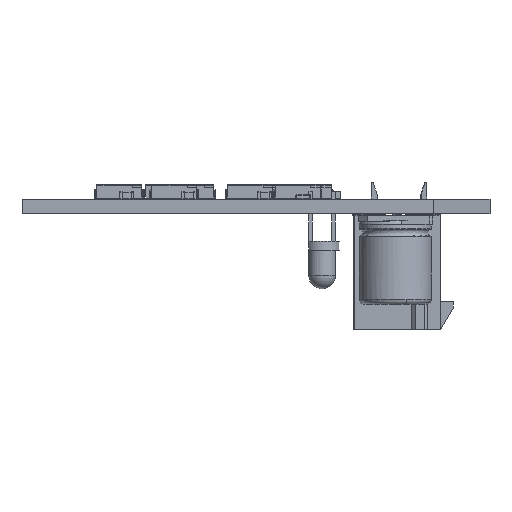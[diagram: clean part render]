
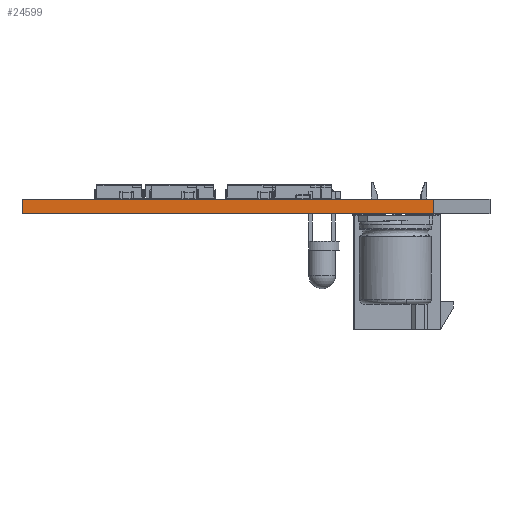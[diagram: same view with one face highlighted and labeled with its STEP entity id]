
A CAD part, front view. The second image highlights one B-rep face of the part: STEP entity #24599.
In plain terms, the highlighted planar face has unit normal (0, -1, 0).
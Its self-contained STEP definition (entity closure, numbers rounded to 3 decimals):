
#23242 = PLANE('',#23243);
#23243 = AXIS2_PLACEMENT_3D('',#23244,#23245,#23246);
#23244 = CARTESIAN_POINT('',(-26.035,-23.419,0.));
#23245 = DIRECTION('',(-1.,0.,0.));
#23246 = DIRECTION('',(0.,1.,0.));
#23270 = PLANE('',#23271);
#23271 = AXIS2_PLACEMENT_3D('',#23272,#23273,#23274);
#23272 = CARTESIAN_POINT('',(-0.11,-2.753,1.6));
#23273 = DIRECTION('',(0.,0.,-1.));
#23274 = DIRECTION('',(-1.,0.,0.));
#23324 = PLANE('',#23325);
#23325 = AXIS2_PLACEMENT_3D('',#23326,#23327,#23328);
#23326 = CARTESIAN_POINT('',(-0.11,-2.753,0.));
#23327 = DIRECTION('',(0.,0.,-1.));
#23328 = DIRECTION('',(-1.,0.,0.));
#23339 = EDGE_CURVE('',#23340,#23342,#23344,.T.);
#23340 = VERTEX_POINT('',#23341);
#23341 = CARTESIAN_POINT('',(-26.035,-23.419,0.));
#23342 = VERTEX_POINT('',#23343);
#23343 = CARTESIAN_POINT('',(-26.035,-23.419,1.6));
#23344 = SURFACE_CURVE('',#23345,(#23349,#23356),.PCURVE_S1.);
#23345 = LINE('',#23346,#23347);
#23346 = CARTESIAN_POINT('',(-26.035,-23.419,0.));
#23347 = VECTOR('',#23348,1.);
#23348 = DIRECTION('',(0.,0.,1.));
#23349 = PCURVE('',#23242,#23350);
#23350 = DEFINITIONAL_REPRESENTATION('',(#23351),#23355);
#23351 = LINE('',#23352,#23353);
#23352 = CARTESIAN_POINT('',(0.,0.));
#23353 = VECTOR('',#23354,1.);
#23354 = DIRECTION('',(0.,-1.));
#23355 = ( GEOMETRIC_REPRESENTATION_CONTEXT(2) 
PARAMETRIC_REPRESENTATION_CONTEXT() REPRESENTATION_CONTEXT('2D SPACE',''
  ) );
#23356 = PCURVE('',#23357,#23362);
#23357 = PLANE('',#23358);
#23358 = AXIS2_PLACEMENT_3D('',#23359,#23360,#23361);
#23359 = CARTESIAN_POINT('',(19.736,-23.419,0.));
#23360 = DIRECTION('',(0.,-1.,0.));
#23361 = DIRECTION('',(-1.,0.,0.));
#23362 = DEFINITIONAL_REPRESENTATION('',(#23363),#23367);
#23363 = LINE('',#23364,#23365);
#23364 = CARTESIAN_POINT('',(45.771,0.));
#23365 = VECTOR('',#23366,1.);
#23366 = DIRECTION('',(0.,-1.));
#23367 = ( GEOMETRIC_REPRESENTATION_CONTEXT(2) 
PARAMETRIC_REPRESENTATION_CONTEXT() REPRESENTATION_CONTEXT('2D SPACE',''
  ) );
#23545 = VERTEX_POINT('',#23546);
#23546 = CARTESIAN_POINT('',(19.736,-23.419,0.));
#23560 = PLANE('',#23561);
#23561 = AXIS2_PLACEMENT_3D('',#23562,#23563,#23564);
#23562 = CARTESIAN_POINT('',(26.035,-14.732,0.));
#23563 = DIRECTION('',(0.81,-0.587,0.));
#23564 = DIRECTION('',(-0.587,-0.81,0.));
#23572 = EDGE_CURVE('',#23545,#23340,#23573,.T.);
#23573 = SURFACE_CURVE('',#23574,(#23578,#23585),.PCURVE_S1.);
#23574 = LINE('',#23575,#23576);
#23575 = CARTESIAN_POINT('',(19.736,-23.419,0.));
#23576 = VECTOR('',#23577,1.);
#23577 = DIRECTION('',(-1.,0.,0.));
#23578 = PCURVE('',#23324,#23579);
#23579 = DEFINITIONAL_REPRESENTATION('',(#23580),#23584);
#23580 = LINE('',#23581,#23582);
#23581 = CARTESIAN_POINT('',(-19.846,-20.666));
#23582 = VECTOR('',#23583,1.);
#23583 = DIRECTION('',(1.,0.));
#23584 = ( GEOMETRIC_REPRESENTATION_CONTEXT(2) 
PARAMETRIC_REPRESENTATION_CONTEXT() REPRESENTATION_CONTEXT('2D SPACE',''
  ) );
#23585 = PCURVE('',#23357,#23586);
#23586 = DEFINITIONAL_REPRESENTATION('',(#23587),#23591);
#23587 = LINE('',#23588,#23589);
#23588 = CARTESIAN_POINT('',(0.,0.));
#23589 = VECTOR('',#23590,1.);
#23590 = DIRECTION('',(1.,0.));
#23591 = ( GEOMETRIC_REPRESENTATION_CONTEXT(2) 
PARAMETRIC_REPRESENTATION_CONTEXT() REPRESENTATION_CONTEXT('2D SPACE',''
  ) );
#24136 = VERTEX_POINT('',#24137);
#24137 = CARTESIAN_POINT('',(19.736,-23.419,1.6));
#24158 = EDGE_CURVE('',#24136,#23342,#24159,.T.);
#24159 = SURFACE_CURVE('',#24160,(#24164,#24171),.PCURVE_S1.);
#24160 = LINE('',#24161,#24162);
#24161 = CARTESIAN_POINT('',(19.736,-23.419,1.6));
#24162 = VECTOR('',#24163,1.);
#24163 = DIRECTION('',(-1.,0.,0.));
#24164 = PCURVE('',#23270,#24165);
#24165 = DEFINITIONAL_REPRESENTATION('',(#24166),#24170);
#24166 = LINE('',#24167,#24168);
#24167 = CARTESIAN_POINT('',(-19.846,-20.666));
#24168 = VECTOR('',#24169,1.);
#24169 = DIRECTION('',(1.,0.));
#24170 = ( GEOMETRIC_REPRESENTATION_CONTEXT(2) 
PARAMETRIC_REPRESENTATION_CONTEXT() REPRESENTATION_CONTEXT('2D SPACE',''
  ) );
#24171 = PCURVE('',#23357,#24172);
#24172 = DEFINITIONAL_REPRESENTATION('',(#24173),#24177);
#24173 = LINE('',#24174,#24175);
#24174 = CARTESIAN_POINT('',(0.,-1.6));
#24175 = VECTOR('',#24176,1.);
#24176 = DIRECTION('',(1.,0.));
#24177 = ( GEOMETRIC_REPRESENTATION_CONTEXT(2) 
PARAMETRIC_REPRESENTATION_CONTEXT() REPRESENTATION_CONTEXT('2D SPACE',''
  ) );
#24599 = ADVANCED_FACE('',(#24600),#23357,.T.);
#24600 = FACE_BOUND('',#24601,.T.);
#24601 = EDGE_LOOP('',(#24602,#24623,#24624,#24625));
#24602 = ORIENTED_EDGE('',*,*,#24603,.T.);
#24603 = EDGE_CURVE('',#23545,#24136,#24604,.T.);
#24604 = SURFACE_CURVE('',#24605,(#24609,#24616),.PCURVE_S1.);
#24605 = LINE('',#24606,#24607);
#24606 = CARTESIAN_POINT('',(19.736,-23.419,0.));
#24607 = VECTOR('',#24608,1.);
#24608 = DIRECTION('',(0.,0.,1.));
#24609 = PCURVE('',#23357,#24610);
#24610 = DEFINITIONAL_REPRESENTATION('',(#24611),#24615);
#24611 = LINE('',#24612,#24613);
#24612 = CARTESIAN_POINT('',(0.,0.));
#24613 = VECTOR('',#24614,1.);
#24614 = DIRECTION('',(0.,-1.));
#24615 = ( GEOMETRIC_REPRESENTATION_CONTEXT(2) 
PARAMETRIC_REPRESENTATION_CONTEXT() REPRESENTATION_CONTEXT('2D SPACE',''
  ) );
#24616 = PCURVE('',#23560,#24617);
#24617 = DEFINITIONAL_REPRESENTATION('',(#24618),#24622);
#24618 = LINE('',#24619,#24620);
#24619 = CARTESIAN_POINT('',(10.73,0.));
#24620 = VECTOR('',#24621,1.);
#24621 = DIRECTION('',(0.,-1.));
#24622 = ( GEOMETRIC_REPRESENTATION_CONTEXT(2) 
PARAMETRIC_REPRESENTATION_CONTEXT() REPRESENTATION_CONTEXT('2D SPACE',''
  ) );
#24623 = ORIENTED_EDGE('',*,*,#24158,.T.);
#24624 = ORIENTED_EDGE('',*,*,#23339,.F.);
#24625 = ORIENTED_EDGE('',*,*,#23572,.F.);
